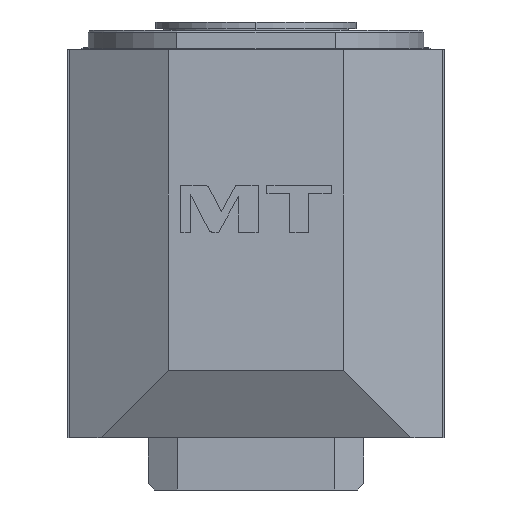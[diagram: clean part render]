
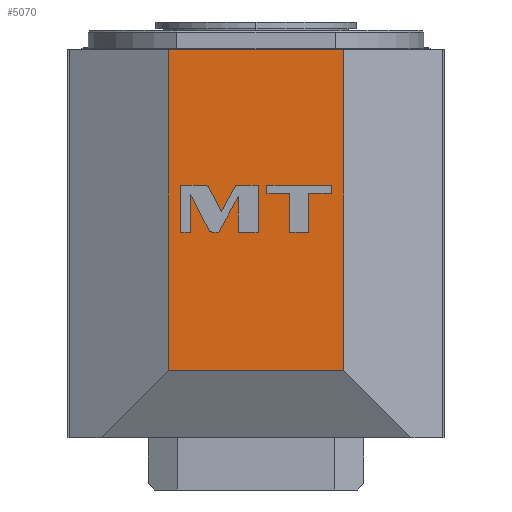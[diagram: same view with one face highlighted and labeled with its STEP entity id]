
A CAD part, left-side view. The second image highlights one B-rep face of the part: STEP entity #5070.
In plain terms, the highlighted planar face has unit normal (-1, 0, 0).
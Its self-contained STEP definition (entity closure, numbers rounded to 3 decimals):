
#914=DIRECTION('',(0.,1.,0.));
#915=VECTOR('',#914,52.);
#916=CARTESIAN_POINT('',(-106.,-26.,-40.));
#917=LINE('',#916,#915);
#918=DIRECTION('',(0.,0.,1.));
#919=VECTOR('',#918,95.3);
#920=CARTESIAN_POINT('',(-106.,26.,-40.));
#921=LINE('',#920,#919);
#922=DIRECTION('',(0.,-1.,0.));
#923=VECTOR('',#922,52.);
#924=CARTESIAN_POINT('',(-106.,26.,55.3));
#925=LINE('',#924,#923);
#926=DIRECTION('',(0.,0.,1.));
#927=VECTOR('',#926,95.3);
#928=CARTESIAN_POINT('',(-106.,-26.,-40.));
#929=LINE('',#928,#927);
#930=CARTESIAN_POINT('',(-106.,13.841,14.089));
#931=CARTESIAN_POINT('',(-106.,14.131,14.651));
#932=CARTESIAN_POINT('',(-106.,14.705,15.));
#933=CARTESIAN_POINT('',(-106.,15.337,15.));
#935=DIRECTION('',(0.,1.,0.));
#936=VECTOR('',#935,7.038);
#937=CARTESIAN_POINT('',(-106.,15.337,15.));
#938=LINE('',#937,#936);
#939=DIRECTION('',(0.,0.,-1.));
#940=VECTOR('',#939,14.);
#941=CARTESIAN_POINT('',(-106.,22.375,15.));
#942=LINE('',#941,#940);
#943=DIRECTION('',(0.,-1.,0.));
#944=VECTOR('',#943,2.912);
#945=CARTESIAN_POINT('',(-106.,22.375,1.));
#946=LINE('',#945,#944);
#947=DIRECTION('',(0.,0.,1.));
#948=VECTOR('',#947,11.341);
#949=CARTESIAN_POINT('',(-106.,19.463,1.));
#950=LINE('',#949,#948);
#951=DIRECTION('',(0.,-0.459,-0.888));
#952=VECTOR('',#951,11.742);
#953=CARTESIAN_POINT('',(-106.,19.463,12.341));
#954=LINE('',#953,#952);
#955=CARTESIAN_POINT('',(-106.,14.07,1.911));
#956=CARTESIAN_POINT('',(-106.,13.779,1.348));
#957=CARTESIAN_POINT('',(-106.,13.204,1.));
#958=CARTESIAN_POINT('',(-106.,12.57,1.));
#960=DIRECTION('',(0.,-1.,0.));
#961=VECTOR('',#960,1.46);
#962=CARTESIAN_POINT('',(-106.,12.57,1.));
#963=LINE('',#962,#961);
#964=DIRECTION('',(0.,-0.481,0.877));
#965=VECTOR('',#964,12.147);
#966=CARTESIAN_POINT('',(-106.,11.11,1.));
#967=LINE('',#966,#965);
#968=DIRECTION('',(0.,0.,-1.));
#969=VECTOR('',#968,10.648);
#970=CARTESIAN_POINT('',(-106.,5.265,11.648));
#971=LINE('',#970,#969);
#972=DIRECTION('',(0.,-1.,0.));
#973=VECTOR('',#972,5.891);
#974=CARTESIAN_POINT('',(-106.,5.265,1.));
#975=LINE('',#974,#973);
#976=DIRECTION('',(0.,0.,1.));
#977=VECTOR('',#976,14.);
#978=CARTESIAN_POINT('',(-106.,-0.626,1.));
#979=LINE('',#978,#977);
#980=DIRECTION('',(0.,1.,0.));
#981=VECTOR('',#980,6.642);
#982=CARTESIAN_POINT('',(-106.,-0.626,15.));
#983=LINE('',#982,#981);
#984=DIRECTION('',(0.,0.481,-0.877));
#985=VECTOR('',#984,8.878);
#986=CARTESIAN_POINT('',(-106.,6.016,15.));
#987=LINE('',#986,#985);
#988=DIRECTION('',(0.,0.459,0.888));
#989=VECTOR('',#988,7.735);
#990=CARTESIAN_POINT('',(-106.,10.288,7.218));
#991=LINE('',#990,#989);
#992=DIRECTION('',(0.,0.,-1.));
#993=VECTOR('',#992,11.616);
#994=CARTESIAN_POINT('',(-106.,-10.041,12.616));
#995=LINE('',#994,#993);
#996=DIRECTION('',(0.,-1.,0.));
#997=VECTOR('',#996,5.546);
#998=CARTESIAN_POINT('',(-106.,-10.041,1.));
#999=LINE('',#998,#997);
#1000=DIRECTION('',(0.,0.,1.));
#1001=VECTOR('',#1000,11.616);
#1002=CARTESIAN_POINT('',(-106.,-15.587,1.));
#1003=LINE('',#1002,#1001);
#1004=DIRECTION('',(0.,-1.,0.));
#1005=VECTOR('',#1004,6.787);
#1006=CARTESIAN_POINT('',(-106.,-15.587,12.616));
#1007=LINE('',#1006,#1005);
#1008=DIRECTION('',(0.,0.,1.));
#1009=VECTOR('',#1008,2.384);
#1010=CARTESIAN_POINT('',(-106.,-22.374,12.616));
#1011=LINE('',#1010,#1009);
#1012=DIRECTION('',(0.,1.,0.));
#1013=VECTOR('',#1012,19.12);
#1014=CARTESIAN_POINT('',(-106.,-22.374,15.));
#1015=LINE('',#1014,#1013);
#1016=DIRECTION('',(0.,0.,-1.));
#1017=VECTOR('',#1016,2.384);
#1018=CARTESIAN_POINT('',(-106.,-3.254,15.));
#1019=LINE('',#1018,#1017);
#1020=DIRECTION('',(0.,-1.,0.));
#1021=VECTOR('',#1020,6.787);
#1022=CARTESIAN_POINT('',(-106.,-3.254,12.616));
#1023=LINE('',#1022,#1021);
#3317=CARTESIAN_POINT('',(-106.,26.,55.3));
#3319=VERTEX_POINT('',#3317);
#3321=CARTESIAN_POINT('',(-106.,-26.,55.3));
#3323=VERTEX_POINT('',#3321);
#3404=CARTESIAN_POINT('',(-106.,-26.,-40.));
#3405=CARTESIAN_POINT('',(-106.,26.,-40.));
#3406=VERTEX_POINT('',#3404);
#3407=VERTEX_POINT('',#3405);
#3750=CARTESIAN_POINT('',(-106.,13.841,14.089));
#3751=VERTEX_POINT('',#3750);
#3752=CARTESIAN_POINT('',(-106.,15.337,15.));
#3753=VERTEX_POINT('',#3752);
#3754=CARTESIAN_POINT('',(-106.,22.375,15.));
#3755=VERTEX_POINT('',#3754);
#3756=CARTESIAN_POINT('',(-106.,22.375,1.));
#3757=VERTEX_POINT('',#3756);
#3758=CARTESIAN_POINT('',(-106.,19.463,1.));
#3759=VERTEX_POINT('',#3758);
#3760=CARTESIAN_POINT('',(-106.,19.463,12.341));
#3761=VERTEX_POINT('',#3760);
#3762=CARTESIAN_POINT('',(-106.,14.07,1.911));
#3763=VERTEX_POINT('',#3762);
#3764=CARTESIAN_POINT('',(-106.,12.57,1.));
#3765=VERTEX_POINT('',#3764);
#3766=CARTESIAN_POINT('',(-106.,11.11,1.));
#3767=VERTEX_POINT('',#3766);
#3768=CARTESIAN_POINT('',(-106.,5.265,11.648));
#3769=VERTEX_POINT('',#3768);
#3770=CARTESIAN_POINT('',(-106.,5.265,1.));
#3771=VERTEX_POINT('',#3770);
#3772=CARTESIAN_POINT('',(-106.,-0.626,1.));
#3773=VERTEX_POINT('',#3772);
#3774=CARTESIAN_POINT('',(-106.,-0.626,15.));
#3775=VERTEX_POINT('',#3774);
#3776=CARTESIAN_POINT('',(-106.,6.016,15.));
#3777=VERTEX_POINT('',#3776);
#3778=CARTESIAN_POINT('',(-106.,10.288,7.218));
#3779=VERTEX_POINT('',#3778);
#3780=CARTESIAN_POINT('',(-106.,-10.041,12.616));
#3781=VERTEX_POINT('',#3780);
#3782=CARTESIAN_POINT('',(-106.,-10.041,1.));
#3783=VERTEX_POINT('',#3782);
#3784=CARTESIAN_POINT('',(-106.,-15.587,1.));
#3785=VERTEX_POINT('',#3784);
#3786=CARTESIAN_POINT('',(-106.,-15.587,12.616));
#3787=VERTEX_POINT('',#3786);
#3788=CARTESIAN_POINT('',(-106.,-22.374,12.616));
#3789=VERTEX_POINT('',#3788);
#3790=CARTESIAN_POINT('',(-106.,-22.374,15.));
#3791=VERTEX_POINT('',#3790);
#3792=CARTESIAN_POINT('',(-106.,-3.254,15.));
#3793=VERTEX_POINT('',#3792);
#3794=CARTESIAN_POINT('',(-106.,-3.254,12.616));
#3795=VERTEX_POINT('',#3794);
#5009=CARTESIAN_POINT('',(-106.,0.,0.));
#5010=DIRECTION('',(1.,0.,0.));
#5011=DIRECTION('',(0.,1.,0.));
#5012=AXIS2_PLACEMENT_3D('',#5009,#5010,#5011);
#5013=PLANE('',#5012);
#5014=ORIENTED_EDGE('',*,*,#4964,.T.);
#5015=ORIENTED_EDGE('',*,*,#4979,.T.);
#5016=ORIENTED_EDGE('',*,*,#3959,.T.);
#5017=ORIENTED_EDGE('',*,*,#4947,.F.);
#5018=EDGE_LOOP('',(#5014,#5015,#5016,#5017));
#5019=FACE_OUTER_BOUND('',#5018,.F.);
#5021=ORIENTED_EDGE('',*,*,#5020,.T.);
#5023=ORIENTED_EDGE('',*,*,#5022,.T.);
#5025=ORIENTED_EDGE('',*,*,#5024,.T.);
#5027=ORIENTED_EDGE('',*,*,#5026,.T.);
#5029=ORIENTED_EDGE('',*,*,#5028,.T.);
#5031=ORIENTED_EDGE('',*,*,#5030,.T.);
#5033=ORIENTED_EDGE('',*,*,#5032,.T.);
#5035=ORIENTED_EDGE('',*,*,#5034,.T.);
#5037=ORIENTED_EDGE('',*,*,#5036,.T.);
#5039=ORIENTED_EDGE('',*,*,#5038,.T.);
#5041=ORIENTED_EDGE('',*,*,#5040,.T.);
#5043=ORIENTED_EDGE('',*,*,#5042,.T.);
#5045=ORIENTED_EDGE('',*,*,#5044,.T.);
#5047=ORIENTED_EDGE('',*,*,#5046,.T.);
#5049=ORIENTED_EDGE('',*,*,#5048,.T.);
#5050=EDGE_LOOP('',(#5021,#5023,#5025,#5027,#5029,#5031,#5033,#5035,#5037,#5039,
#5041,#5043,#5045,#5047,#5049));
#5051=FACE_BOUND('',#5050,.F.);
#5053=ORIENTED_EDGE('',*,*,#5052,.T.);
#5055=ORIENTED_EDGE('',*,*,#5054,.T.);
#5057=ORIENTED_EDGE('',*,*,#5056,.T.);
#5059=ORIENTED_EDGE('',*,*,#5058,.T.);
#5061=ORIENTED_EDGE('',*,*,#5060,.T.);
#5063=ORIENTED_EDGE('',*,*,#5062,.T.);
#5065=ORIENTED_EDGE('',*,*,#5064,.T.);
#5067=ORIENTED_EDGE('',*,*,#5066,.T.);
#5068=EDGE_LOOP('',(#5053,#5055,#5057,#5059,#5061,#5063,#5065,#5067));
#5069=FACE_BOUND('',#5068,.F.);
#5070=ADVANCED_FACE('',(#5019,#5051,#5069),#5013,.F.);
#934=B_SPLINE_CURVE_WITH_KNOTS('',3,(#930,#931,#932,#933),.UNSPECIFIED.,.F.,.F.,
(4,4),(0.,1.),.UNSPECIFIED.);
#959=B_SPLINE_CURVE_WITH_KNOTS('',3,(#955,#956,#957,#958),.UNSPECIFIED.,.F.,.F.,
(4,4),(0.,1.),.UNSPECIFIED.);
#3959=EDGE_CURVE('',#3319,#3323,#925,.T.);
#4947=EDGE_CURVE('',#3406,#3323,#929,.T.);
#4964=EDGE_CURVE('',#3406,#3407,#917,.T.);
#4979=EDGE_CURVE('',#3407,#3319,#921,.T.);
#5020=EDGE_CURVE('',#3751,#3753,#934,.T.);
#5022=EDGE_CURVE('',#3753,#3755,#938,.T.);
#5024=EDGE_CURVE('',#3755,#3757,#942,.T.);
#5026=EDGE_CURVE('',#3757,#3759,#946,.T.);
#5028=EDGE_CURVE('',#3759,#3761,#950,.T.);
#5030=EDGE_CURVE('',#3761,#3763,#954,.T.);
#5032=EDGE_CURVE('',#3763,#3765,#959,.T.);
#5034=EDGE_CURVE('',#3765,#3767,#963,.T.);
#5036=EDGE_CURVE('',#3767,#3769,#967,.T.);
#5038=EDGE_CURVE('',#3769,#3771,#971,.T.);
#5040=EDGE_CURVE('',#3771,#3773,#975,.T.);
#5042=EDGE_CURVE('',#3773,#3775,#979,.T.);
#5044=EDGE_CURVE('',#3775,#3777,#983,.T.);
#5046=EDGE_CURVE('',#3777,#3779,#987,.T.);
#5048=EDGE_CURVE('',#3779,#3751,#991,.T.);
#5052=EDGE_CURVE('',#3781,#3783,#995,.T.);
#5054=EDGE_CURVE('',#3783,#3785,#999,.T.);
#5056=EDGE_CURVE('',#3785,#3787,#1003,.T.);
#5058=EDGE_CURVE('',#3787,#3789,#1007,.T.);
#5060=EDGE_CURVE('',#3789,#3791,#1011,.T.);
#5062=EDGE_CURVE('',#3791,#3793,#1015,.T.);
#5064=EDGE_CURVE('',#3793,#3795,#1019,.T.);
#5066=EDGE_CURVE('',#3795,#3781,#1023,.T.);
